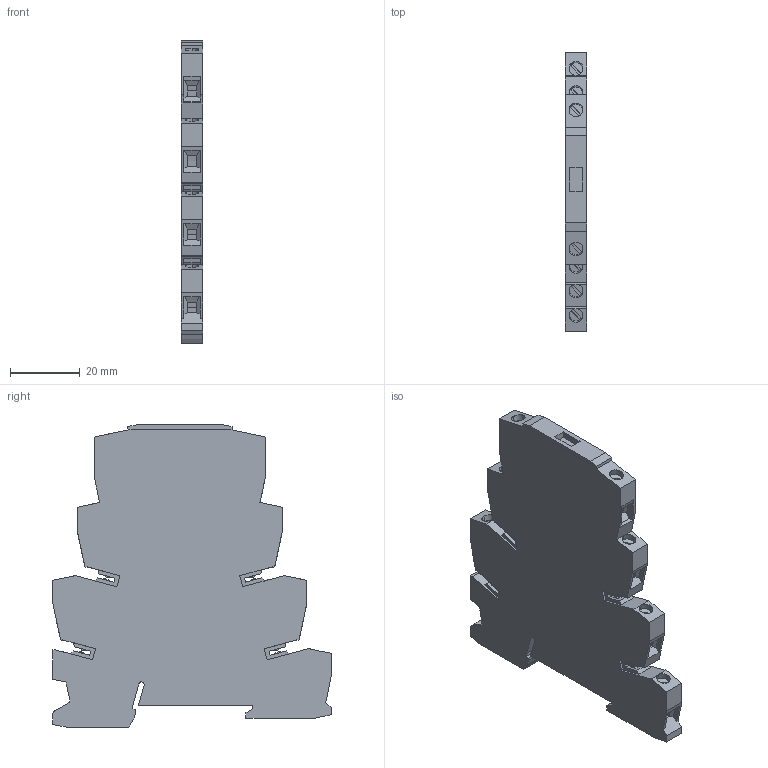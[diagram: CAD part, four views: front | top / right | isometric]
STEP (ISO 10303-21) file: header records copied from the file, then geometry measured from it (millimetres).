
FILE_DESCRIPTION(('Creo Elements/Direct Modeling STEP Export'),'2;1');
FILE_NAME('model.stp','2020-03-09T16:04:18',(''),(''),'Creo Elements/Direct Modeling STEP processor for AP214 (Solid Model)','Creo Elements/Direct Modeling 20.1A 29-Sep-2018 (C) Parametric Technology GmbH','');
FILE_SCHEMA(('AUTOMOTIVE_DESIGN { 1 0 10303 214 1 1 1 1 }'));
Length unit declared in the file: millimetre
Products named in the file (2): ETD-BL-1T-...-SC-select
Assembly tree (1 placements, depth 2):
  ETD-BL-1T-...-SC-select
    ETD-BL-1T-...-SC-select
Bounding box: 6.1 x 80 x 86.9 mm (x, y, z)
Volume: 30084.6 mm3; surface area: 14076 mm2
Topology: 1 solids, 1 shells, 332 faces, 875 edges, 568 vertices
Faces by surface type: plane 315, cylinder 17
Entity records: 12261 total; most frequent: ORIENTED_EDGE 1750, CARTESIAN_POINT 1675, DIRECTION 1438, EDGE_CURVE 875, VECTOR 776, LINE 776, VERTEX_POINT 568, EDGE_LOOP 355
